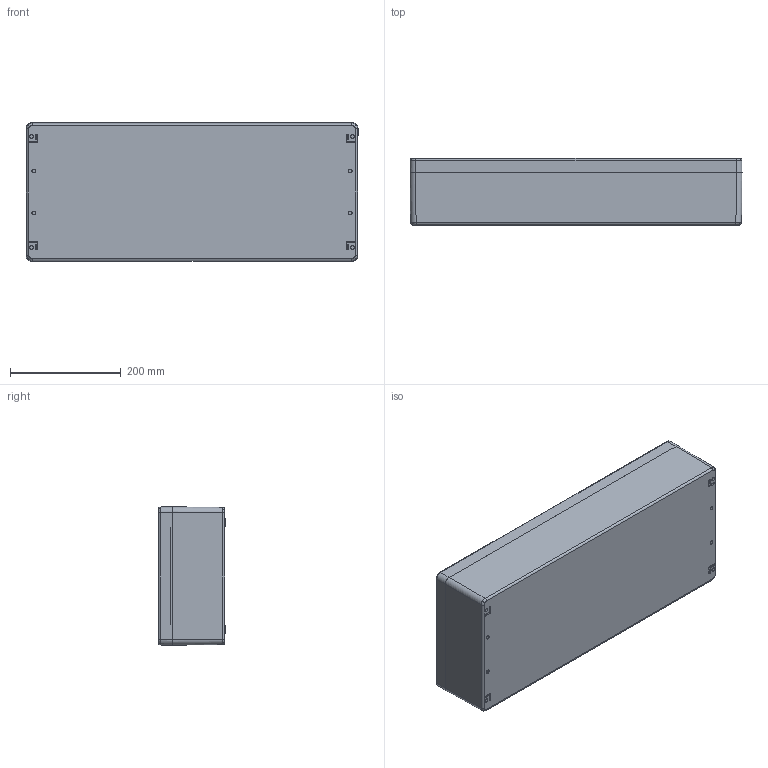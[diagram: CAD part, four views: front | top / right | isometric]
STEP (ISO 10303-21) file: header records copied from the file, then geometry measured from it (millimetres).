
FILE_DESCRIPTION(/* description */ (''),/* implementation_level */ '2;1');
FILE_NAME(/* name */ '17602512000-RST.stp',/* time_stamp */ '2021-09-08T12:57:12+02:00',/* author */ ('sl'),/* organization */ (''),/* preprocessor_version */ 'ST-DEVELOPER v16.5',/* originating_system */ 'Autodesk Inventor 2017',/* authorisation */ '');
FILE_SCHEMA (('AUTOMOTIVE_DESIGN { 1 0 10303 214 3 1 1 }'));
Length unit declared in the file: millimetre
Products named in the file (10): Ex-Polyester-Gehäuse-21-BG-0001-17_602512_000; Deckel-Ex-Polyester-Gehäuse-21-BG-0003-17_602512_0
00; Deckel-Ex-Polyester-Gehäuse-21-BT-0001-17_602512_0
00; Dichtlippe-Ex-Polyester-Gehäuse-21-BT-0002-17_602512_000; UT-Ex-Polyester-Gehäuse-21-BG-0002-17_602512_000; 23144-Ex Unterteil; 86222; 86224; SchraubeM6x35-10; UT
Assembly tree (23 placements, depth 3):
  Ex-Polyester-Gehäuse-21-BG-0001-17_602512_000
    Deckel-Ex-Polyester-Gehäuse-21-BG-0003-17_602512_0
00
      Deckel-Ex-Polyester-Gehäuse-21-BT-0001-17_602512_0
00
      Dichtlippe-Ex-Polyester-Gehäuse-21-BT-0002-17_602512_000
    UT-Ex-Polyester-Gehäuse-21-BG-0002-17_602512_000
      86224  x6
      23144-Ex Unterteil
      86222  x2
    SchraubeM6x35-10  x6
    UT  x4
Bounding box: 600 x 121 x 250 mm (x, y, z)
Volume: 3027160.6 mm3; surface area: 1045120 mm2
Topology: 21 solids, 21 shells, 1383 faces, 3247 edges, 1970 vertices
Faces by surface type: plane 452, cylinder 387, bspline 254, cone 144, torus 142, sphere 4
Full cylindrical faces by diameter (mm): 5 x16, 5.02 x8, 5.3 x6, 6 x13, 6.8 x5, 7.4 x8, 8 x6
Entity records: 38971 total; most frequent: CARTESIAN_POINT 15279, DIRECTION 5051, ORIENTED_EDGE 4814, EDGE_CURVE 2407, AXIS2_PLACEMENT_3D 2079, VERTEX_POINT 1470, EDGE_LOOP 1223, FACE_OUTER_BOUND 1072
